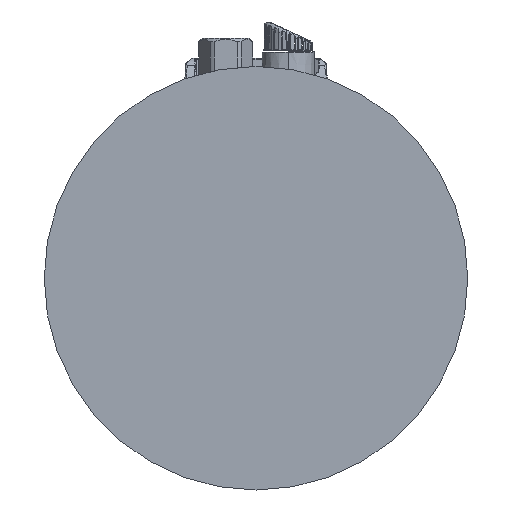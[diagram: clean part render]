
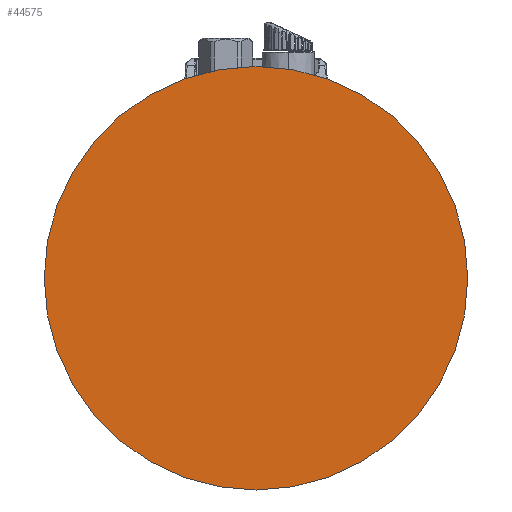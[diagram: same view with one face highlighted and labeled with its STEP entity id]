
A CAD part, front view. The second image highlights one B-rep face of the part: STEP entity #44575.
In plain terms, the highlighted planar face has unit normal (0, -1, 0).
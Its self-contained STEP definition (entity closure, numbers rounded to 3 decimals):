
#44395=CARTESIAN_POINT('',(0.,-70.49,1.2));
#44396=DIRECTION('',(0.,1.,0.));
#44397=DIRECTION('',(1.,0.,0.));
#44398=AXIS2_PLACEMENT_3D('',#44395,#44396,#44397);
#44400=CARTESIAN_POINT('',(0.,-70.49,1.2));
#44401=DIRECTION('',(0.,1.,0.));
#44402=DIRECTION('',(-1.,0.,0.));
#44403=AXIS2_PLACEMENT_3D('',#44400,#44401,#44402);
#44417=CARTESIAN_POINT('',(73.4,-70.49,1.2));
#44418=VERTEX_POINT('',#44417);
#44419=CARTESIAN_POINT('',(-73.4,-70.49,1.2));
#44420=VERTEX_POINT('',#44419);
#44566=CARTESIAN_POINT('',(0.,-70.49,1.2));
#44567=DIRECTION('',(0.,-1.,0.));
#44568=DIRECTION('',(-1.,0.,0.));
#44569=AXIS2_PLACEMENT_3D('',#44566,#44567,#44568);
#44570=PLANE('',#44569);
#44571=ORIENTED_EDGE('',*,*,#44554,.T.);
#44572=ORIENTED_EDGE('',*,*,#44531,.T.);
#44573=EDGE_LOOP('',(#44571,#44572));
#44574=FACE_OUTER_BOUND('',#44573,.F.);
#44575=ADVANCED_FACE('',(#44574),#44570,.T.);
#44399=CIRCLE('',#44398,73.4);
#44404=CIRCLE('',#44403,73.4);
#44531=EDGE_CURVE('',#44420,#44418,#44404,.T.);
#44554=EDGE_CURVE('',#44418,#44420,#44399,.T.);
